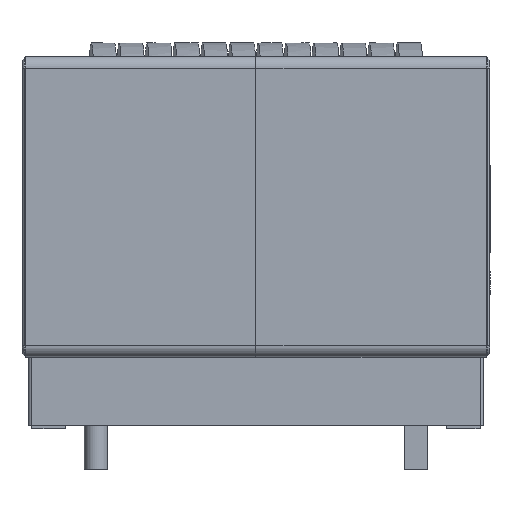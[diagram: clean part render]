
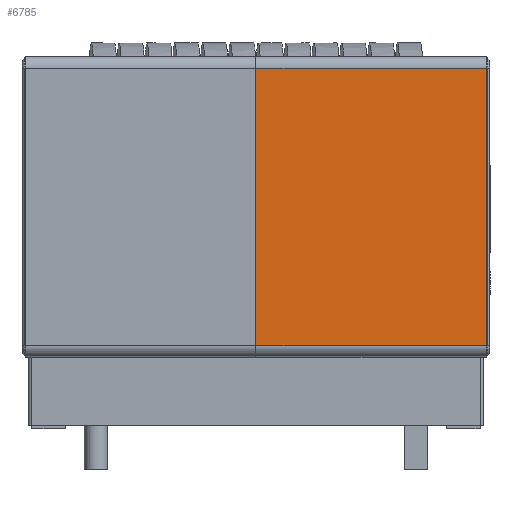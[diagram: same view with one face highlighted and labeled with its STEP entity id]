
A CAD part, left-side view. The second image highlights one B-rep face of the part: STEP entity #6785.
In plain terms, the highlighted planar face has unit normal (-1, 0, 0).
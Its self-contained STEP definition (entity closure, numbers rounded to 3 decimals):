
#364=PLANE('',#7650);
#1410=ORIENTED_EDGE('',*,*,#3005,.T.);
#1411=ORIENTED_EDGE('',*,*,#3078,.T.);
#1412=ORIENTED_EDGE('',*,*,#2999,.T.);
#1413=ORIENTED_EDGE('',*,*,#3039,.F.);
#2999=EDGE_CURVE('',#3899,#3900,#4616,.F.);
#3005=EDGE_CURVE('',#3906,#3905,#4619,.T.);
#3039=EDGE_CURVE('',#3906,#3900,#4634,.T.);
#3078=EDGE_CURVE('',#3905,#3899,#4653,.T.);
#3899=VERTEX_POINT('',#10423);
#3900=VERTEX_POINT('',#10424);
#3905=VERTEX_POINT('',#10435);
#3906=VERTEX_POINT('',#10437);
#4616=LINE('',#10422,#5296);
#4619=LINE('',#10436,#5299);
#4634=LINE('',#10506,#5314);
#4653=LINE('',#10571,#5333);
#5296=VECTOR('',#8570,1000.);
#5299=VECTOR('',#8581,1000.);
#5314=VECTOR('',#8654,1000.);
#5333=VECTOR('',#8731,1000.);
#5839=EDGE_LOOP('',(#1410,#1411,#1412,#1413));
#6287=FACE_BOUND('',#5839,.T.);
#6785=ADVANCED_FACE('',(#6287),#364,.F.);
#7650=AXIS2_PLACEMENT_3D('',#10570,#8729,#8730);
#8570=DIRECTION('',(0.,0.,-1.));
#8581=DIRECTION('',(0.,0.,-1.));
#8654=DIRECTION('',(0.,-1.,0.));
#8729=DIRECTION('',(1.,0.,0.));
#8730=DIRECTION('',(0.,0.,-1.));
#8731=DIRECTION('',(0.,-1.,0.));
#10422=CARTESIAN_POINT('',(-17.6,-12.,20.25));
#10423=CARTESIAN_POINT('',(-17.6,-12.,0.3));
#10424=CARTESIAN_POINT('',(-17.6,-12.,20.25));
#10435=CARTESIAN_POINT('',(-17.6,12.,0.3));
#10436=CARTESIAN_POINT('',(-17.6,12.,20.25));
#10437=CARTESIAN_POINT('',(-17.6,12.,20.25));
#10506=CARTESIAN_POINT('',(-17.6,13.,20.25));
#10570=CARTESIAN_POINT('',(-17.6,13.,20.25));
#10571=CARTESIAN_POINT('',(-17.6,12.,0.3));
